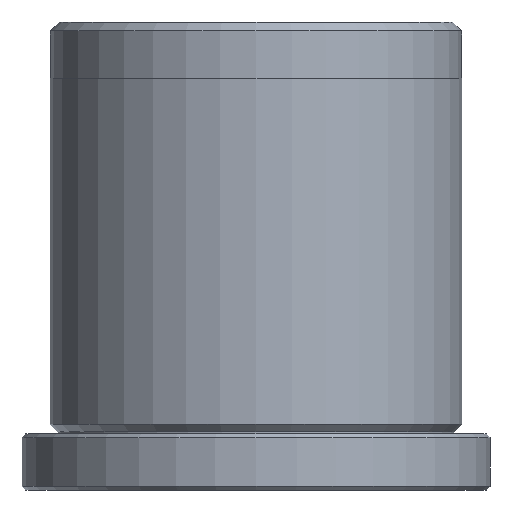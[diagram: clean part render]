
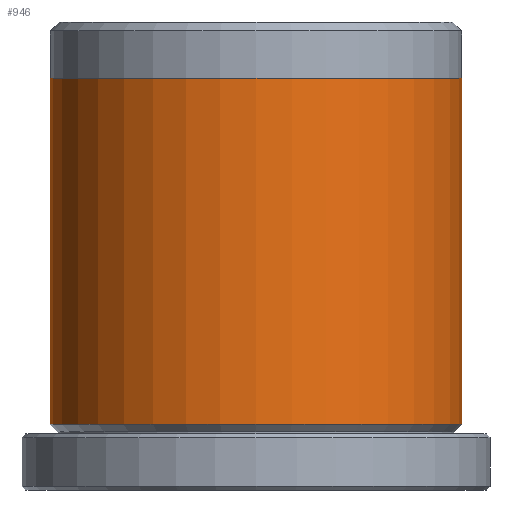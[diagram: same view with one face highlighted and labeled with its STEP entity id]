
A CAD part, front view. The second image highlights one B-rep face of the part: STEP entity #946.
In plain terms, the highlighted cylindrical face has radius 11 mm (diameter 22 mm), a partial arc.
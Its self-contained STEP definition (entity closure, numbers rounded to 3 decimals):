
#124 = DIRECTION ( 'NONE',  ( 1., 0., 0. ) ) ;
#152 = VERTEX_POINT ( 'NONE', #1637 ) ;
#154 = ORIENTED_EDGE ( 'NONE', *, *, #2814, .T. ) ;
#192 = DIRECTION ( 'NONE',  ( 0., 0., -1. ) ) ;
#230 = CARTESIAN_POINT ( 'NONE',  ( 0., 0., 3.5 ) ) ;
#271 = VERTEX_POINT ( 'NONE', #273 ) ;
#273 = CARTESIAN_POINT ( 'NONE',  ( -11., 0., 3.5 ) ) ;
#341 = CARTESIAN_POINT ( 'NONE',  ( 11., 0., 3.5 ) ) ;
#459 = DIRECTION ( 'NONE',  ( -1., 0., 0. ) ) ;
#566 = LINE ( 'NONE', #1647, #2270 ) ;
#602 = CARTESIAN_POINT ( 'NONE',  ( 0., 0., 25. ) ) ;
#861 = ORIENTED_EDGE ( 'NONE', *, *, #1266, .F. ) ;
#884 = ORIENTED_EDGE ( 'NONE', *, *, #1640, .F. ) ;
#946 = ADVANCED_FACE ( 'NONE', ( #2204 ), #2728, .T. ) ;
#1037 = EDGE_CURVE ( 'NONE', #2467, #271, #2589, .T. ) ;
#1055 = CIRCLE ( 'NONE', #2555, 11. ) ;
#1266 = EDGE_CURVE ( 'NONE', #152, #2467, #566, .T. ) ;
#1474 = DIRECTION ( 'NONE',  ( 0., 0., 1. ) ) ;
#1637 = CARTESIAN_POINT ( 'NONE',  ( 11., 0., 22. ) ) ;
#1640 = EDGE_CURVE ( 'NONE', #2100, #152, #1055, .T. ) ;
#1647 = CARTESIAN_POINT ( 'NONE',  ( 11., 0., 25. ) ) ;
#1701 = LINE ( 'NONE', #1767, #2214 ) ;
#1724 = DIRECTION ( 'NONE',  ( -1., 0., 0. ) ) ;
#1767 = CARTESIAN_POINT ( 'NONE',  ( -11., 0., 25. ) ) ;
#1796 = CARTESIAN_POINT ( 'NONE',  ( -11., 0., 22. ) ) ;
#1800 = DIRECTION ( 'NONE',  ( 0., 0., -1. ) ) ;
#1942 = EDGE_LOOP ( 'NONE', ( #861, #884, #154, #2670 ) ) ;
#2084 = DIRECTION ( 'NONE',  ( 0., 0., -1. ) ) ;
#2100 = VERTEX_POINT ( 'NONE', #1796 ) ;
#2204 = FACE_OUTER_BOUND ( 'NONE', #1942, .T. ) ;
#2214 = VECTOR ( 'NONE', #192, 1000. ) ;
#2270 = VECTOR ( 'NONE', #2084, 1000. ) ;
#2364 = AXIS2_PLACEMENT_3D ( 'NONE', #602, #2833, #1724 ) ;
#2467 = VERTEX_POINT ( 'NONE', #341 ) ;
#2555 = AXIS2_PLACEMENT_3D ( 'NONE', #2802, #1474, #124 ) ;
#2589 = CIRCLE ( 'NONE', #2818, 11. ) ;
#2670 = ORIENTED_EDGE ( 'NONE', *, *, #1037, .F. ) ;
#2728 = CYLINDRICAL_SURFACE ( 'NONE', #2364, 11. ) ;
#2802 = CARTESIAN_POINT ( 'NONE',  ( 0., 0., 22. ) ) ;
#2814 = EDGE_CURVE ( 'NONE', #2100, #271, #1701, .T. ) ;
#2818 = AXIS2_PLACEMENT_3D ( 'NONE', #230, #1800, #459 ) ;
#2833 = DIRECTION ( 'NONE',  ( 0., 0., -1. ) ) ;
